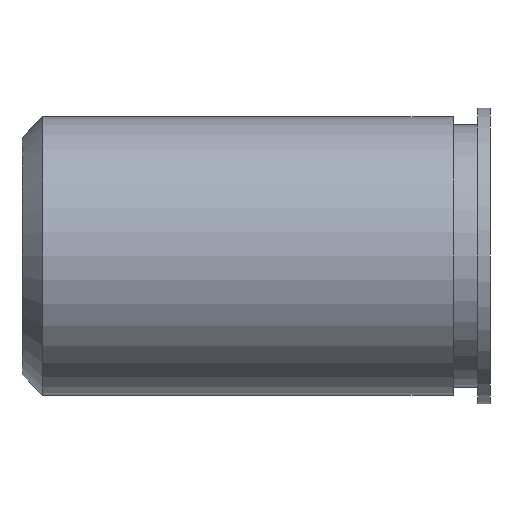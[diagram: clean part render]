
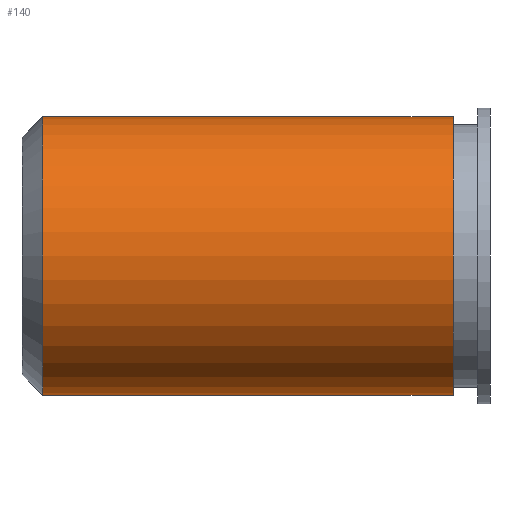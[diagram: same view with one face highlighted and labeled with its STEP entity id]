
A CAD part, left-side view. The second image highlights one B-rep face of the part: STEP entity #140.
In plain terms, the highlighted cylindrical face has radius 4.312 mm (diameter 8.623 mm), a partial arc.
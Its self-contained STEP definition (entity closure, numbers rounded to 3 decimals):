
#13 = EDGE_CURVE ( 'NONE', #199, #186, #285, .T. ) ;
#17 = ORIENTED_EDGE ( 'NONE', *, *, #159, .F. ) ;
#94 = VERTEX_POINT ( 'NONE', #401 ) ;
#117 = EDGE_CURVE ( 'NONE', #167, #186, #431, .T. ) ;
#133 = ORIENTED_EDGE ( 'NONE', *, *, #136, .T. ) ;
#135 = ORIENTED_EDGE ( 'NONE', *, *, #117, .T. ) ;
#136 = EDGE_CURVE ( 'NONE', #94, #167, #546, .T. ) ;
#138 = ORIENTED_EDGE ( 'NONE', *, *, #13, .F. ) ;
#140 = ADVANCED_FACE ( 'NONE', ( #547 ), #588, .T. ) ;
#141 = EDGE_LOOP ( 'NONE', ( #17, #133, #135, #138 ) ) ;
#159 = EDGE_CURVE ( 'NONE', #94, #199, #631, .T. ) ;
#167 = VERTEX_POINT ( 'NONE', #730 ) ;
#186 = VERTEX_POINT ( 'NONE', #693 ) ;
#199 = VERTEX_POINT ( 'NONE', #659 ) ;
#283 = AXIS2_PLACEMENT_3D ( 'NONE', #317, #314, #292 ) ;
#285 = CIRCLE ( 'NONE', #283, 4.312 ) ;
#292 = DIRECTION ( 'NONE',  ( 0., 0., 1. ) ) ;
#314 = DIRECTION ( 'NONE',  ( 0., 1., 0. ) ) ;
#317 = CARTESIAN_POINT ( 'NONE',  ( 0., 6.604, 0. ) ) ;
#401 = CARTESIAN_POINT ( 'NONE',  ( 0., -6.096, -4.312 ) ) ;
#428 = DIRECTION ( 'NONE',  ( 0., 1., 0. ) ) ;
#429 = VECTOR ( 'NONE', #428, 1000. ) ;
#430 = CARTESIAN_POINT ( 'NONE',  ( 0., 7.239, 4.312 ) ) ;
#431 = LINE ( 'NONE', #430, #429 ) ;
#512 = CARTESIAN_POINT ( 'NONE',  ( 0., 7.239, 0. ) ) ;
#529 = CARTESIAN_POINT ( 'NONE',  ( 0., -6.096, 0. ) ) ;
#534 = DIRECTION ( 'NONE',  ( 0., 0., 1. ) ) ;
#535 = DIRECTION ( 'NONE',  ( 0., 1., 0. ) ) ;
#545 = AXIS2_PLACEMENT_3D ( 'NONE', #529, #535, #534 ) ;
#546 = CIRCLE ( 'NONE', #545, 4.312 ) ;
#547 = FACE_OUTER_BOUND ( 'NONE', #141, .T. ) ;
#587 = AXIS2_PLACEMENT_3D ( 'NONE', #512, #612, #611 ) ;
#588 = CYLINDRICAL_SURFACE ( 'NONE', #587, 4.312 ) ;
#611 = DIRECTION ( 'NONE',  ( 0., 0., 1. ) ) ;
#612 = DIRECTION ( 'NONE',  ( 0., 1., 0. ) ) ;
#628 = DIRECTION ( 'NONE',  ( 0., 1., 0. ) ) ;
#629 = VECTOR ( 'NONE', #628, 1000. ) ;
#630 = CARTESIAN_POINT ( 'NONE',  ( 0., 7.239, -4.312 ) ) ;
#631 = LINE ( 'NONE', #630, #629 ) ;
#659 = CARTESIAN_POINT ( 'NONE',  ( 0., 6.604, -4.312 ) ) ;
#693 = CARTESIAN_POINT ( 'NONE',  ( 0., 6.604, 4.312 ) ) ;
#730 = CARTESIAN_POINT ( 'NONE',  ( 0., -6.096, 4.312 ) ) ;
